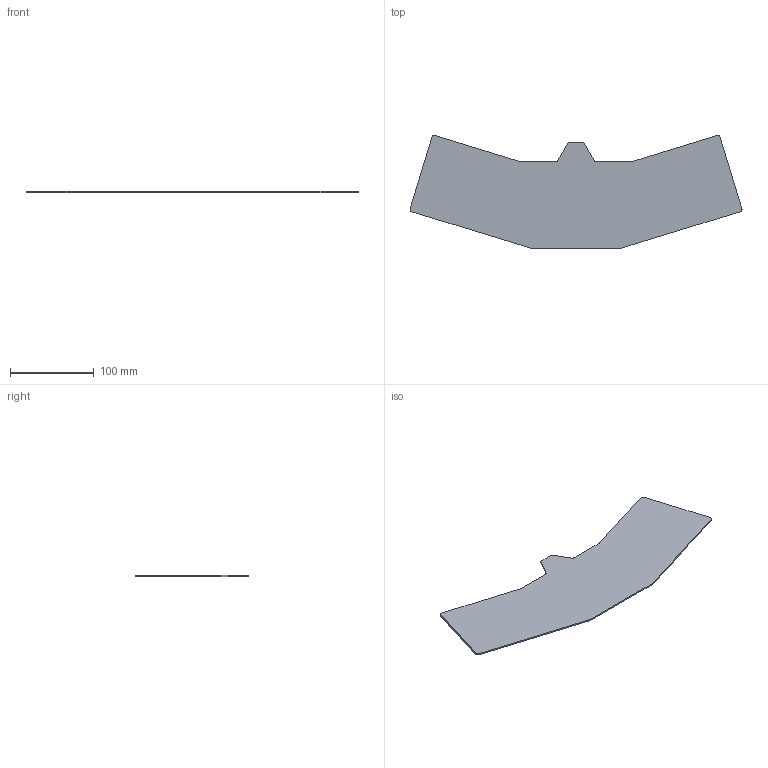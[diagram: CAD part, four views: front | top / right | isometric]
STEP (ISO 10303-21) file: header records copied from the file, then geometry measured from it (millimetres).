
FILE_DESCRIPTION(('KiCad electronic assembly'),'2;1');
FILE_NAME('pteranodon.step','2024-10-28T19:57:51',('Pcbnew'),('Kicad'), 'Open CASCADE STEP processor 7.8','KiCad to STEP converter','Unknown' );
FILE_SCHEMA(('AUTOMOTIVE_DESIGN { 1 0 10303 214 1 1 1 1 }'));
Length unit declared in the file: millimetre
Products named in the file (2): pteranodon 1; _autosave-pteranodon_PCB
Assembly tree (1 placements, depth 2):
  pteranodon 1
    _autosave-pteranodon_PCB
Bounding box: 396.37 x 134.81 x 1.6 mm (x, y, z)
Volume: 60818.9 mm3; surface area: 77581.5 mm2
Topology: 1 solids, 1 shells, 24 faces, 66 edges, 44 vertices
Faces by surface type: plane 14, cylinder 10
Entity records: 807 total; most frequent: DIRECTION 138, CARTESIAN_POINT 136, ORIENTED_EDGE 132, EDGE_CURVE 66, AXIS2_PLACEMENT_3D 46, LINE 46, VECTOR 46, VERTEX_POINT 44
